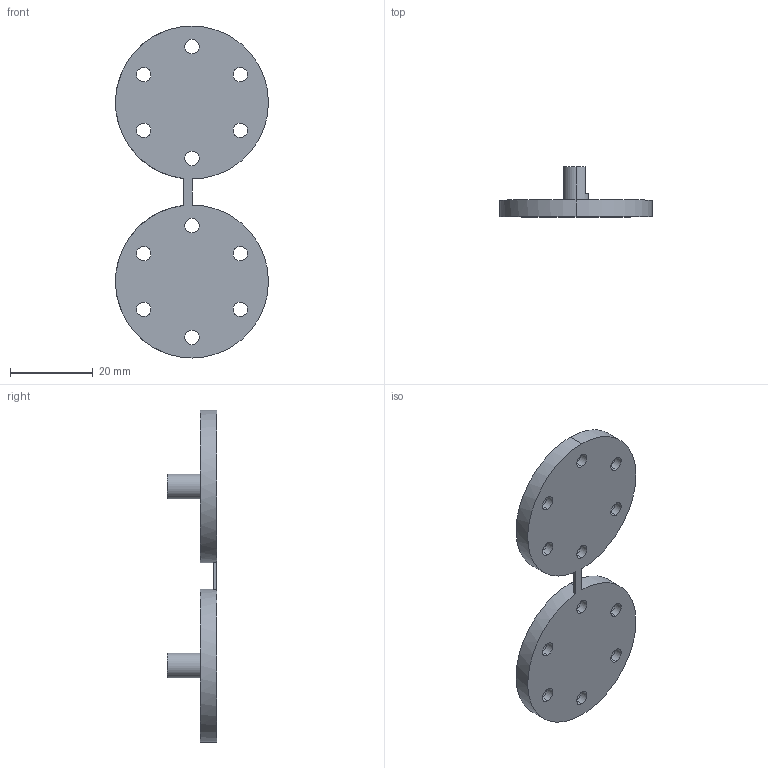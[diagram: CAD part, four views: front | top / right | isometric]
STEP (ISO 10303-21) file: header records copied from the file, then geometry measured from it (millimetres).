
FILE_DESCRIPTION (( 'STEP AP203' ), '1' );
FILE_NAME ('ƴ3.STEP', '2024-12-22T09:38:26', ( '' ), ( '' ), 'SwSTEP 2.0', 'SolidWorks 2022', '' );
FILE_SCHEMA (( 'CONFIG_CONTROL_DESIGN' ));
Length unit declared in the file: millimetre
Products named in the file (1): ƴ3
Bounding box: 37 x 12 x 80.3 mm (x, y, z)
Volume: 8239.7 mm3; surface area: 6009.7 mm2
Topology: 1 solids, 1 shells, 80 faces, 190 edges, 126 vertices
Faces by surface type: cylinder 56, plane 24
Entity records: 2501 total; most frequent: DIRECTION 470, CARTESIAN_POINT 397, ORIENTED_EDGE 380, AXIS2_PLACEMENT_3D 199, EDGE_CURVE 190, VERTEX_POINT 126, CIRCLE 118, EDGE_LOOP 118
